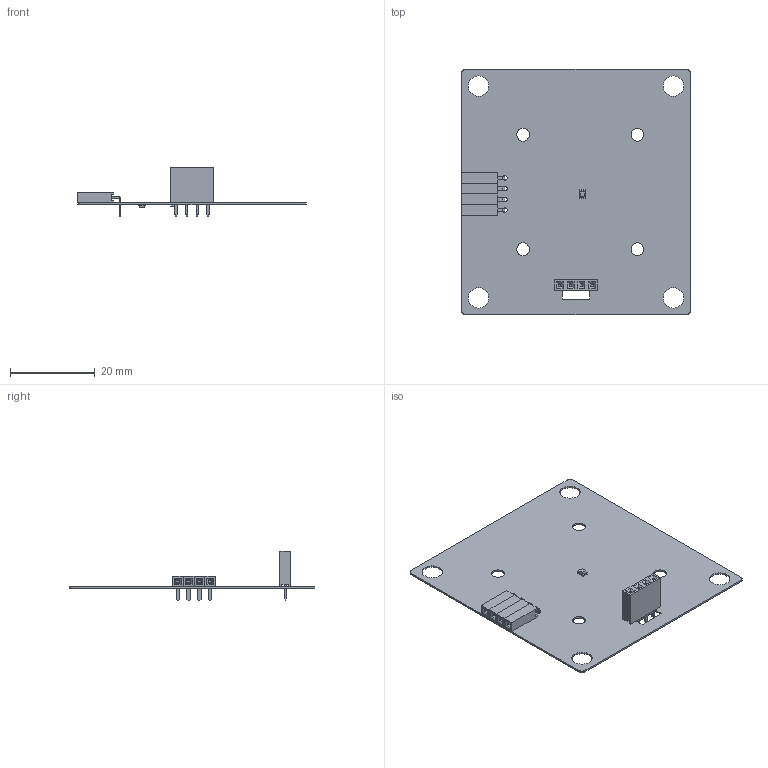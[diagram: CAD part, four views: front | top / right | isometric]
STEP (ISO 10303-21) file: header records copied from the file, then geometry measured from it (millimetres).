
FILE_DESCRIPTION(('Open CASCADE Model'),'2;1');
FILE_NAME('Open CASCADE Shape Model','2020-04-25T13:27:22',('Author'),( 'Open CASCADE'),'Open CASCADE STEP processor 6.8','Open CASCADE 6.8' ,'Unknown');
FILE_SCHEMA(('AUTOMOTIVE_DESIGN { 1 0 10303 214 1 1 1 1 }'));
Length unit declared in the file: millimetre
Products named in the file (14): PCB; Board; VD2; User_Library-SOD523-2; VD3; VD4; R1; chip_0603_r; VD1; LED_0805_-_GREEN; X2; User_Library-PBS_(DS1024); X5; PBS-04
Assembly tree (15 placements, depth 3):
  PCB
    Board
    VD2
      User_Library-SOD523-2
    VD3
      User_Library-SOD523-2
    VD4
      User_Library-SOD523-2
    R1
      chip_0603_r
    VD1
      LED_0805_-_GREEN
    X2
      User_Library-PBS_(DS1024)
    X5
      PBS-04
Bounding box: 54 x 58 x 11.7 mm (x, y, z)
Volume: 1558.3 mm3; surface area: 7516.2 mm2
Topology: 17 solids, 17 shells, 778 faces, 1991 edges, 1210 vertices
Faces by surface type: plane 555, cylinder 132, bspline 49, sphere 42
Full cylindrical faces by diameter (mm): 1.1 x8, 3 x4, 4.8 x4
Entity records: 23994 total; most frequent: CARTESIAN_POINT 6274, ORIENTED_EDGE 3158, DIRECTION 2761, EDGE_CURVE 1579, LINE 1311, VECTOR 1311, VERTEX_POINT 1002, AXIS2_PLACEMENT_3D 725
